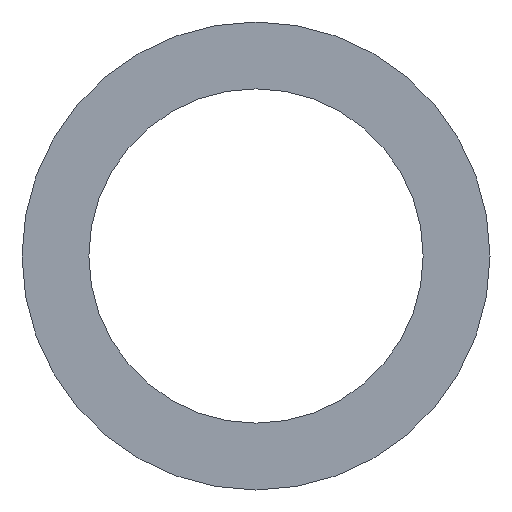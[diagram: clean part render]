
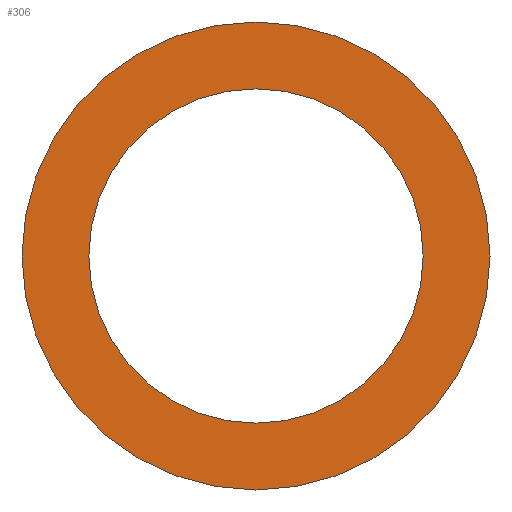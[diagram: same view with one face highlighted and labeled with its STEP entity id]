
A CAD part, left-side view. The second image highlights one B-rep face of the part: STEP entity #306.
In plain terms, the highlighted planar face has unit normal (-1, 0, 0).
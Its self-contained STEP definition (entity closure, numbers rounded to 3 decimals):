
#14 = CIRCLE ( 'NONE', #313, 17.5 ) ;
#23 = CARTESIAN_POINT ( 'NONE',  ( -9.75, 0., -12.5 ) ) ;
#29 = AXIS2_PLACEMENT_3D ( 'NONE', #324, #356, #155 ) ;
#38 = EDGE_CURVE ( 'NONE', #100, #325, #59, .T. ) ;
#47 = DIRECTION ( 'NONE',  ( 0., 0., 1. ) ) ;
#59 = CIRCLE ( 'NONE', #299, 12.5 ) ;
#64 = ORIENTED_EDGE ( 'NONE', *, *, #190, .T. ) ;
#66 = EDGE_CURVE ( 'NONE', #325, #100, #403, .T. ) ;
#78 = AXIS2_PLACEMENT_3D ( 'NONE', #315, #309, #373 ) ;
#79 = AXIS2_PLACEMENT_3D ( 'NONE', #122, #359, #390 ) ;
#94 = ORIENTED_EDGE ( 'NONE', *, *, #66, .F. ) ;
#100 = VERTEX_POINT ( 'NONE', #141 ) ;
#122 = CARTESIAN_POINT ( 'NONE',  ( -9.75, 12.5, 0. ) ) ;
#141 = CARTESIAN_POINT ( 'NONE',  ( -9.75, 0., 12.5 ) ) ;
#151 = VERTEX_POINT ( 'NONE', #341 ) ;
#155 = DIRECTION ( 'NONE',  ( 0., 0., 1. ) ) ;
#165 = ORIENTED_EDGE ( 'NONE', *, *, #38, .F. ) ;
#176 = VERTEX_POINT ( 'NONE', #207 ) ;
#185 = CARTESIAN_POINT ( 'NONE',  ( -9.75, 0., 0. ) ) ;
#190 = EDGE_CURVE ( 'NONE', #176, #151, #14, .T. ) ;
#195 = DIRECTION ( 'NONE',  ( 0., 0., 1. ) ) ;
#207 = CARTESIAN_POINT ( 'NONE',  ( -9.75, 0., 17.5 ) ) ;
#221 = PLANE ( 'NONE',  #79 ) ;
#240 = DIRECTION ( 'NONE',  ( -1., 0., 0. ) ) ;
#263 = ORIENTED_EDGE ( 'NONE', *, *, #273, .T. ) ;
#273 = EDGE_CURVE ( 'NONE', #151, #176, #391, .T. ) ;
#299 = AXIS2_PLACEMENT_3D ( 'NONE', #343, #240, #47 ) ;
#300 = EDGE_LOOP ( 'NONE', ( #165, #94 ) ) ;
#306 = ADVANCED_FACE ( 'NONE', ( #380, #353 ), #221, .T. ) ;
#309 = DIRECTION ( 'NONE',  ( -1., 0., 0. ) ) ;
#313 = AXIS2_PLACEMENT_3D ( 'NONE', #185, #421, #195 ) ;
#315 = CARTESIAN_POINT ( 'NONE',  ( -9.75, 0., 0. ) ) ;
#324 = CARTESIAN_POINT ( 'NONE',  ( -9.75, 0., 0. ) ) ;
#325 = VERTEX_POINT ( 'NONE', #23 ) ;
#341 = CARTESIAN_POINT ( 'NONE',  ( -9.75, 0., -17.5 ) ) ;
#343 = CARTESIAN_POINT ( 'NONE',  ( -9.75, 0., 0. ) ) ;
#353 = FACE_BOUND ( 'NONE', #300, .T. ) ;
#356 = DIRECTION ( 'NONE',  ( -1., 0., 0. ) ) ;
#359 = DIRECTION ( 'NONE',  ( -1., 0., 0. ) ) ;
#365 = EDGE_LOOP ( 'NONE', ( #64, #263 ) ) ;
#373 = DIRECTION ( 'NONE',  ( 0., 0., 1. ) ) ;
#380 = FACE_OUTER_BOUND ( 'NONE', #365, .T. ) ;
#390 = DIRECTION ( 'NONE',  ( 0., 0., 1. ) ) ;
#391 = CIRCLE ( 'NONE', #29, 17.5 ) ;
#403 = CIRCLE ( 'NONE', #78, 12.5 ) ;
#421 = DIRECTION ( 'NONE',  ( -1., 0., 0. ) ) ;
